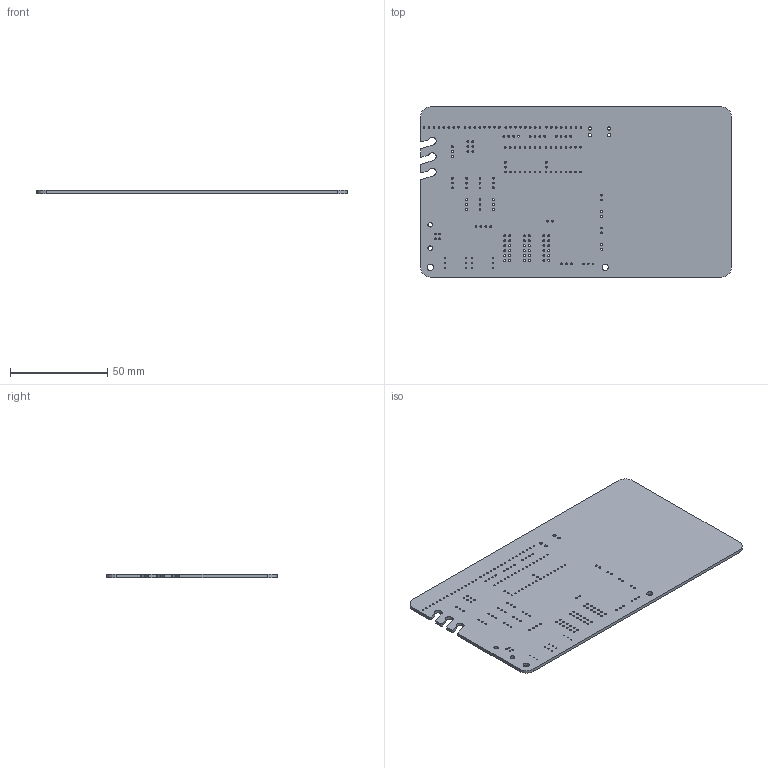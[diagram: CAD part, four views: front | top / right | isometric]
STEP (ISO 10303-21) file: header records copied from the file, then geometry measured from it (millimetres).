
FILE_DESCRIPTION(('FreeCAD Model'),'2;1');
FILE_NAME('Open CASCADE Shape Model','2023-11-30T18:18:18',(''),(''), 'Open CASCADE STEP processor 7.6','FreeCAD','Unknown');
FILE_SCHEMA(('AUTOMOTIVE_DESIGN { 1 0 10303 214 1 1 1 1 }'));
Length unit declared in the file: millimetre
Products named in the file (1): Connect
Bounding box: 160.02 x 87.58 x 1.6 mm (x, y, z)
Volume: 22017.9 mm3; surface area: 29274.9 mm2
Topology: 1 solids, 1 shells, 219 faces, 651 edges, 434 vertices
Faces by surface type: cylinder 203, plane 16
Full cylindrical faces by diameter (mm): 0.56 x12, 0.8 x64, 0.95 x46, 1 x60, 1.6 x4, 2.3 x2, 3.2 x2
Entity records: 17443 total; most frequent: CARTESIAN_POINT 3827, DIRECTION 2594, ORIENTED_EDGE 1302, PCURVE 1302, DEFINITIONAL_REPRESENTATION 1302, LINE 1139, VECTOR 1139, EDGE_CURVE 651
